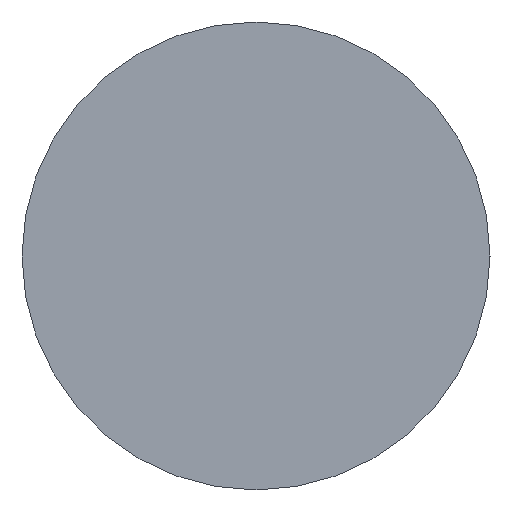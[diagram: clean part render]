
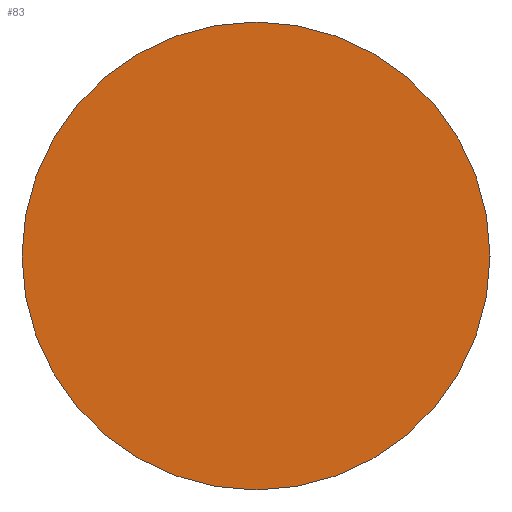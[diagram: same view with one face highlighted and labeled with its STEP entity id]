
A CAD part, left-side view. The second image highlights one B-rep face of the part: STEP entity #83.
In plain terms, the highlighted planar face has unit normal (-1, 0, 0).
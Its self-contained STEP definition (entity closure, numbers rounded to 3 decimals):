
#31 = ORIENTED_EDGE ( 'NONE', *, *, #266, .T. ) ;
#49 = DIRECTION ( 'NONE',  ( -1., 0., 0. ) ) ;
#83 = ADVANCED_FACE ( 'NONE', ( #173 ), #656, .F. ) ;
#173 = FACE_OUTER_BOUND ( 'NONE', #184, .T. ) ;
#184 = EDGE_LOOP ( 'NONE', ( #771, #31 ) ) ;
#230 = CARTESIAN_POINT ( 'NONE',  ( -2.575, 1.335, 0. ) ) ;
#257 = CIRCLE ( 'NONE', #390, 1.335 ) ;
#266 = EDGE_CURVE ( 'NONE', #394, #635, #610, .T. ) ;
#336 = AXIS2_PLACEMENT_3D ( 'NONE', #943, #49, #563 ) ;
#346 = AXIS2_PLACEMENT_3D ( 'NONE', #879, #883, #376 ) ;
#373 = DIRECTION ( 'NONE',  ( -1., 0., 0. ) ) ;
#376 = DIRECTION ( 'NONE',  ( 0., 0., -1. ) ) ;
#390 = AXIS2_PLACEMENT_3D ( 'NONE', #230, #373, #733 ) ;
#394 = VERTEX_POINT ( 'NONE', #884 ) ;
#563 = DIRECTION ( 'NONE',  ( 0., 0., 1. ) ) ;
#610 = CIRCLE ( 'NONE', #336, 1.335 ) ;
#622 = CARTESIAN_POINT ( 'NONE',  ( -2.575, 1.335, 1.335 ) ) ;
#635 = VERTEX_POINT ( 'NONE', #622 ) ;
#656 = PLANE ( 'NONE',  #346 ) ;
#733 = DIRECTION ( 'NONE',  ( 0., 0., 1. ) ) ;
#771 = ORIENTED_EDGE ( 'NONE', *, *, #850, .T. ) ;
#850 = EDGE_CURVE ( 'NONE', #635, #394, #257, .T. ) ;
#879 = CARTESIAN_POINT ( 'NONE',  ( -2.575, 1.335, 0. ) ) ;
#883 = DIRECTION ( 'NONE',  ( 1., 0., 0. ) ) ;
#884 = CARTESIAN_POINT ( 'NONE',  ( -2.575, 1.335, -1.335 ) ) ;
#943 = CARTESIAN_POINT ( 'NONE',  ( -2.575, 1.335, 0. ) ) ;
